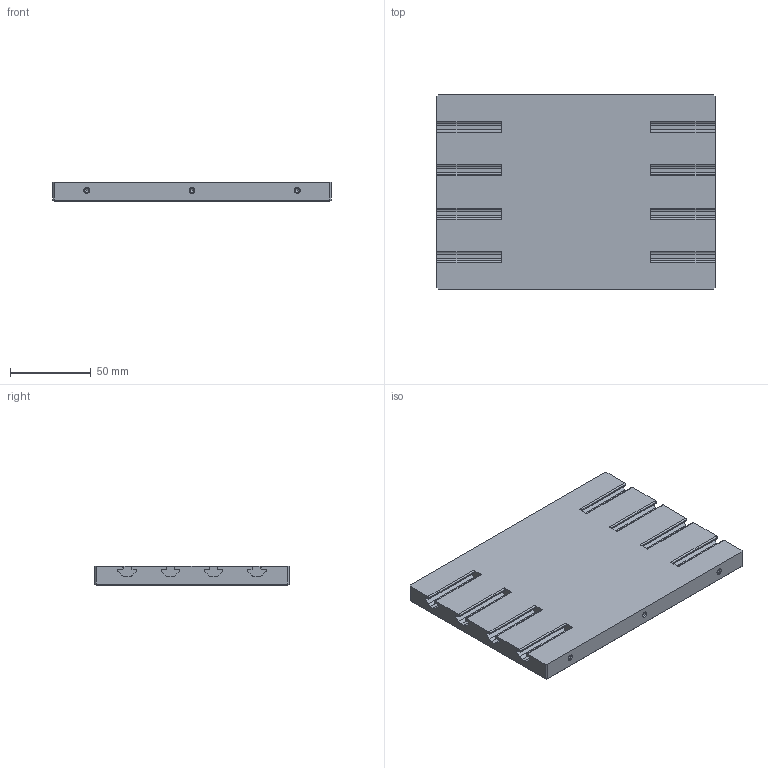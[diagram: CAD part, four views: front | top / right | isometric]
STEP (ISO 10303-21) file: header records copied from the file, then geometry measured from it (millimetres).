
FILE_DESCRIPTION(('FreeCAD Model'),'2;1');
FILE_NAME('Open CASCADE Shape Model','2021-09-02T09:09:52',('Author'),( ''),'Open CASCADE STEP processor 7.5','FreeCAD','Unknown');
FILE_SCHEMA(('AUTOMOTIVE_DESIGN { 1 0 10303 214 1 1 1 1 }'));
Length unit declared in the file: millimetre
Products named in the file (1): Table
Bounding box: 172 x 120 x 12 mm (x, y, z)
Volume: 230659.2 mm3; surface area: 55251 mm2
Topology: 1 solids, 1 shells, 188 faces, 518 edges, 332 vertices
Faces by surface type: plane 82, cylinder 78, cone 28
Full cylindrical faces by diameter (mm): 2.5 x14
Entity records: 12668 total; most frequent: CARTESIAN_POINT 2417, DIRECTION 1996, LINE 1200, VECTOR 1200, ORIENTED_EDGE 1008, PCURVE 1008, DEFINITIONAL_REPRESENTATION 1008, EDGE_CURVE 504
